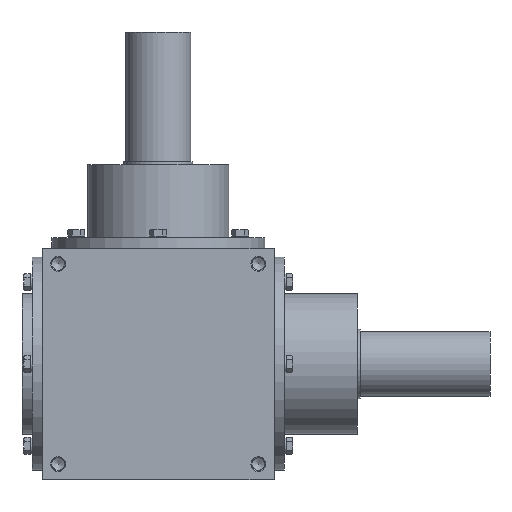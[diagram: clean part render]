
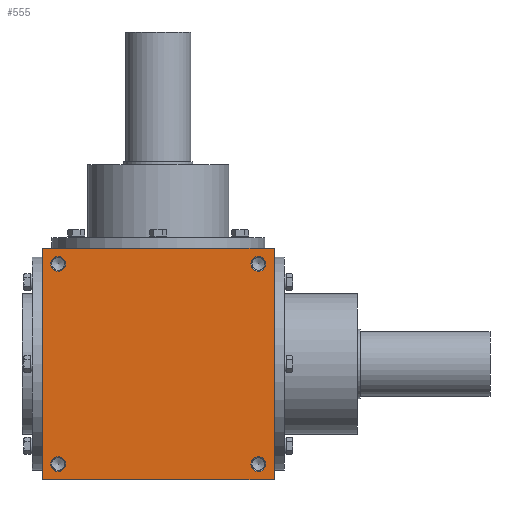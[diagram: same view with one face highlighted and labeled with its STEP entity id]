
A CAD part, front view. The second image highlights one B-rep face of the part: STEP entity #555.
In plain terms, the highlighted planar face has unit normal (0, -1, 0).
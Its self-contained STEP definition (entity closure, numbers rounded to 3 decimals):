
#555 = ADVANCED_FACE( '', ( #1116, #1117, #1118, #1119, #1120 ), #1121, .F. );
#1116 = FACE_BOUND( '', #1749, .T. );
#1117 = FACE_BOUND( '', #1750, .T. );
#1118 = FACE_BOUND( '', #1751, .T. );
#1119 = FACE_BOUND( '', #1752, .T. );
#1120 = FACE_OUTER_BOUND( '', #1753, .T. );
#1121 = PLANE( '', #1754 );
#1749 = EDGE_LOOP( '', ( #2618 ) );
#1750 = EDGE_LOOP( '', ( #2619 ) );
#1751 = EDGE_LOOP( '', ( #2620 ) );
#1752 = EDGE_LOOP( '', ( #2621 ) );
#1753 = EDGE_LOOP( '', ( #2622, #2623, #2624, #2625 ) );
#1754 = AXIS2_PLACEMENT_3D( '', #2626, #2627, #2628 );
#2618 = ORIENTED_EDGE( '', *, *, #3459, .T. );
#2619 = ORIENTED_EDGE( '', *, *, #3321, .T. );
#2620 = ORIENTED_EDGE( '', *, *, #3522, .F. );
#2621 = ORIENTED_EDGE( '', *, *, #3533, .F. );
#2622 = ORIENTED_EDGE( '', *, *, #3281, .T. );
#2623 = ORIENTED_EDGE( '', *, *, #3534, .F. );
#2624 = ORIENTED_EDGE( '', *, *, #3472, .F. );
#2625 = ORIENTED_EDGE( '', *, *, #3336, .T. );
#2626 = CARTESIAN_POINT( '', ( -125., -125., 125. ) );
#2627 = DIRECTION( '', ( 0., 1., 0. ) );
#2628 = DIRECTION( '', ( 0., 0., 1. ) );
#3281 = EDGE_CURVE( '', #3741, #3745, #3747, .T. );
#3321 = EDGE_CURVE( '', #3811, #3811, #3812, .T. );
#3336 = EDGE_CURVE( '', #3837, #3741, #3838, .T. );
#3459 = EDGE_CURVE( '', #4025, #4025, #4026, .T. );
#3472 = EDGE_CURVE( '', #3837, #4044, #4045, .T. );
#3522 = EDGE_CURVE( '', #4109, #4109, #4110, .T. );
#3533 = EDGE_CURVE( '', #4125, #4125, #4126, .T. );
#3534 = EDGE_CURVE( '', #4044, #3745, #4127, .T. );
#3741 = VERTEX_POINT( '', #4375 );
#3745 = VERTEX_POINT( '', #4381 );
#3747 = LINE( '', #4384, #4385 );
#3811 = VERTEX_POINT( '', #4449 );
#3812 = CIRCLE( '', #4450, 8. );
#3837 = VERTEX_POINT( '', #4477 );
#3838 = LINE( '', #4478, #4479 );
#4025 = VERTEX_POINT( '', #4713 );
#4026 = CIRCLE( '', #4714, 8. );
#4044 = VERTEX_POINT( '', #4740 );
#4045 = LINE( '', #4741, #4742 );
#4109 = VERTEX_POINT( '', #4809 );
#4110 = CIRCLE( '', #4810, 8. );
#4125 = VERTEX_POINT( '', #4825 );
#4126 = CIRCLE( '', #4826, 8. );
#4127 = LINE( '', #4827, #4828 );
#4375 = CARTESIAN_POINT( '', ( -125., -125., -125. ) );
#4381 = CARTESIAN_POINT( '', ( 125., -125., -125. ) );
#4384 = CARTESIAN_POINT( '', ( -125., -125., -125. ) );
#4385 = VECTOR( '', #5220, 1000. );
#4449 = CARTESIAN_POINT( '', ( -108., -125., 116. ) );
#4450 = AXIS2_PLACEMENT_3D( '', #5302, #5303, #5304 );
#4477 = CARTESIAN_POINT( '', ( -125., -125., 125. ) );
#4478 = CARTESIAN_POINT( '', ( -125., -125., 125. ) );
#4479 = VECTOR( '', #5331, 1000. );
#4713 = CARTESIAN_POINT( '', ( -108., -125., -100. ) );
#4714 = AXIS2_PLACEMENT_3D( '', #5523, #5524, #5525 );
#4740 = CARTESIAN_POINT( '', ( 125., -125., 125. ) );
#4741 = CARTESIAN_POINT( '', ( -125., -125., 125. ) );
#4742 = VECTOR( '', #5545, 1000. );
#4809 = CARTESIAN_POINT( '', ( 108., -125., -116. ) );
#4810 = AXIS2_PLACEMENT_3D( '', #5615, #5616, #5617 );
#4825 = CARTESIAN_POINT( '', ( 108., -125., 100. ) );
#4826 = AXIS2_PLACEMENT_3D( '', #5636, #5637, #5638 );
#4827 = CARTESIAN_POINT( '', ( 125., -125., 125. ) );
#4828 = VECTOR( '', #5639, 1000. );
#5220 = DIRECTION( '', ( 1., 0., 0. ) );
#5302 = CARTESIAN_POINT( '', ( -108., -125., 108. ) );
#5303 = DIRECTION( '', ( 0., 1., 0. ) );
#5304 = DIRECTION( '', ( 0., 0., 1. ) );
#5331 = DIRECTION( '', ( 0., 0., -1. ) );
#5523 = CARTESIAN_POINT( '', ( -108., -125., -108. ) );
#5524 = DIRECTION( '', ( 0., 1., 0. ) );
#5525 = DIRECTION( '', ( 0., 0., 1. ) );
#5545 = DIRECTION( '', ( 1., 0., 0. ) );
#5615 = CARTESIAN_POINT( '', ( 108., -125., -108. ) );
#5616 = DIRECTION( '', ( 0., -1., 0. ) );
#5617 = DIRECTION( '', ( 0., 0., -1. ) );
#5636 = CARTESIAN_POINT( '', ( 108., -125., 108. ) );
#5637 = DIRECTION( '', ( 0., -1., 0. ) );
#5638 = DIRECTION( '', ( 0., 0., -1. ) );
#5639 = DIRECTION( '', ( 0., 0., -1. ) );
